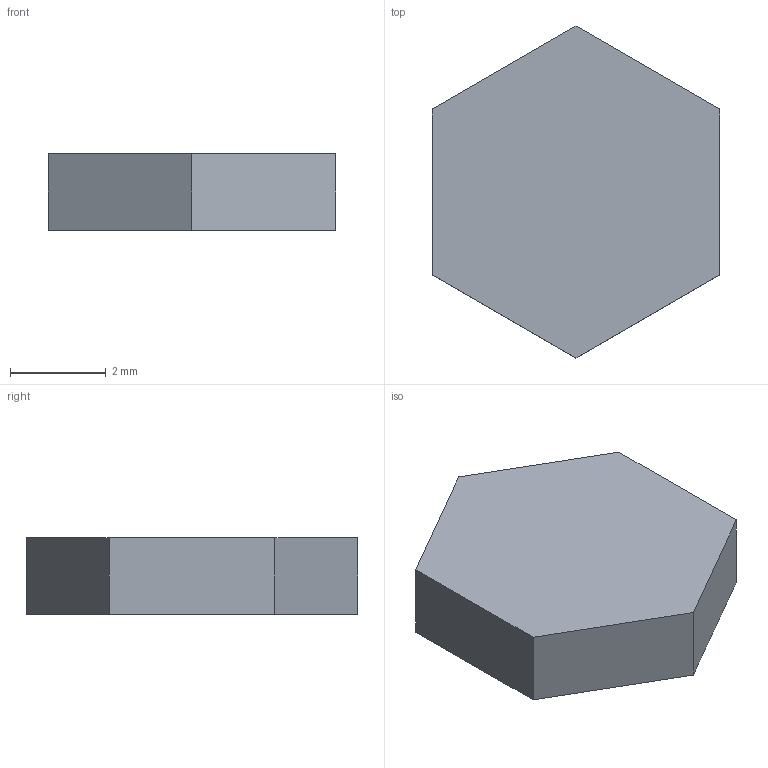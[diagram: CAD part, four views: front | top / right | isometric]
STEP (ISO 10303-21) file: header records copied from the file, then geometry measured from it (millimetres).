
FILE_DESCRIPTION((''),'2;1');
FILE_NAME('Panneau_Support_Insert.stp','2009-02-12T21:44:53',('Alex_Cyril'),(''),'Autodesk Inventor 11','Autodesk Inventor 11','');
FILE_SCHEMA(('AUTOMOTIVE_DESIGN { 1 0 10303 214 1 1 1 1 }'));
Length unit declared in the file: millimetre
Products named in the file (1): Panneau_Support_Insert
Bounding box: 6 x 6.93 x 1.6 mm (x, y, z)
Volume: 33.8 mm3; surface area: 111.2 mm2
Topology: 1 solids, 1 shells, 10 faces, 21 edges, 14 vertices
Faces by surface type: plane 8, bspline 2
Entity records: 298 total; most frequent: CARTESIAN_POINT 65, DIRECTION 40, ORIENTED_EDGE 40, EDGE_CURVE 20, VECTOR 18, LINE 18, VERTEX_POINT 14, EDGE_LOOP 12
